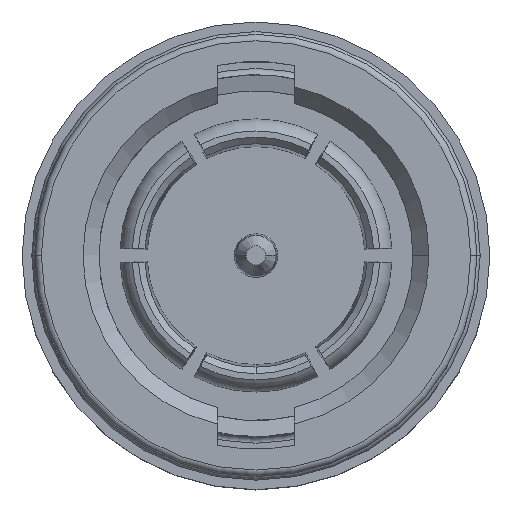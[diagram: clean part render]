
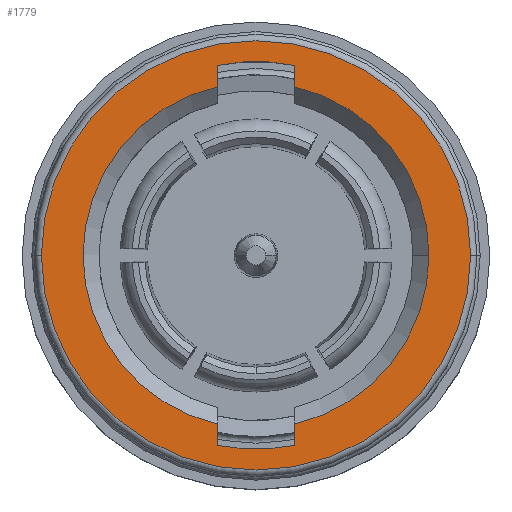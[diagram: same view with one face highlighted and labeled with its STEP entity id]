
A CAD part, top view. The second image highlights one B-rep face of the part: STEP entity #1779.
In plain terms, the highlighted planar face has unit normal (0, 0, 1).
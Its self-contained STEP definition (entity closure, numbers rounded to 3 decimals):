
#170 = VERTEX_POINT ( 'NONE', #16358 ) ;
#237 = EDGE_CURVE ( 'NONE', #13178, #11158, #2284, .T. ) ;
#252 = DIRECTION ( 'NONE',  ( 1., 0., 0. ) ) ;
#326 = CARTESIAN_POINT ( 'NONE',  ( -1.2, 5.93, 0.85 ) ) ;
#459 = CARTESIAN_POINT ( 'NONE',  ( -1.2, -4.751, 0.85 ) ) ;
#477 = CARTESIAN_POINT ( 'NONE',  ( 1.2, 5.93, 0.85 ) ) ;
#497 = LINE ( 'NONE', #459, #7672 ) ;
#637 = LINE ( 'NONE', #12294, #3827 ) ;
#936 = DIRECTION ( 'NONE',  ( 0., 0., 1. ) ) ;
#1779 = ADVANCED_FACE ( 'NONE', ( #16008, #4004 ), #14723, .F. ) ;
#1789 = CARTESIAN_POINT ( 'NONE',  ( -1.2, -5.265, 0.85 ) ) ;
#2066 = EDGE_CURVE ( 'NONE', #12408, #12997, #6260, .T. ) ;
#2231 = EDGE_CURVE ( 'NONE', #11158, #13178, #2895, .T. ) ;
#2284 = CIRCLE ( 'NONE', #13895, 6.7 ) ;
#2327 = AXIS2_PLACEMENT_3D ( 'NONE', #3655, #13071, #5001 ) ;
#2602 = ORIENTED_EDGE ( 'NONE', *, *, #2231, .T. ) ;
#2660 = CARTESIAN_POINT ( 'NONE',  ( 0., 0., 0.85 ) ) ;
#2695 = VECTOR ( 'NONE', #14060, 1000. ) ;
#2859 = CARTESIAN_POINT ( 'NONE',  ( -1.2, 5.265, 0.85 ) ) ;
#2895 = CIRCLE ( 'NONE', #2327, 6.7 ) ;
#2933 = EDGE_CURVE ( 'NONE', #9852, #15558, #17091, .T. ) ;
#3280 = AXIS2_PLACEMENT_3D ( 'NONE', #6372, #15822, #7743 ) ;
#3655 = CARTESIAN_POINT ( 'NONE',  ( 0., 0., 0.85 ) ) ;
#3827 = VECTOR ( 'NONE', #14989, 1000. ) ;
#3854 = CARTESIAN_POINT ( 'NONE',  ( 6.7, 0., 0.85 ) ) ;
#4004 = FACE_OUTER_BOUND ( 'NONE', #15967, .T. ) ;
#4015 = DIRECTION ( 'NONE',  ( -1., 0., 0. ) ) ;
#4123 = ORIENTED_EDGE ( 'NONE', *, *, #2933, .F. ) ;
#4820 = VERTEX_POINT ( 'NONE', #10400 ) ;
#4834 = CIRCLE ( 'NONE', #14923, 5.4 ) ;
#5001 = DIRECTION ( 'NONE',  ( -1., 0., 0. ) ) ;
#5199 = ORIENTED_EDGE ( 'NONE', *, *, #15743, .F. ) ;
#5761 = DIRECTION ( 'NONE',  ( 0., 0., 1. ) ) ;
#6260 = LINE ( 'NONE', #12705, #2695 ) ;
#6331 = EDGE_CURVE ( 'NONE', #7094, #9852, #15195, .T. ) ;
#6367 = DIRECTION ( 'NONE',  ( 0., -1., 0. ) ) ;
#6372 = CARTESIAN_POINT ( 'NONE',  ( 0., 0., 0.85 ) ) ;
#6619 = VERTEX_POINT ( 'NONE', #14194 ) ;
#7094 = VERTEX_POINT ( 'NONE', #326 ) ;
#7561 = CARTESIAN_POINT ( 'NONE',  ( 0., 0., 0.85 ) ) ;
#7672 = VECTOR ( 'NONE', #9913, 1000. ) ;
#7743 = DIRECTION ( 'NONE',  ( -1., 0., 0. ) ) ;
#7902 = CARTESIAN_POINT ( 'NONE',  ( -6.7, 0., 0.85 ) ) ;
#8052 = VERTEX_POINT ( 'NONE', #11620 ) ;
#8312 = DIRECTION ( 'NONE',  ( 0., 0., 1. ) ) ;
#8936 = DIRECTION ( 'NONE',  ( 1., 0., 0. ) ) ;
#9021 = CARTESIAN_POINT ( 'NONE',  ( 0., 0., 0.85 ) ) ;
#9140 = AXIS2_PLACEMENT_3D ( 'NONE', #16385, #8312, #252 ) ;
#9852 = VERTEX_POINT ( 'NONE', #2859 ) ;
#9860 = ORIENTED_EDGE ( 'NONE', *, *, #13540, .F. ) ;
#9913 = DIRECTION ( 'NONE',  ( 0., -1., 0. ) ) ;
#10384 = DIRECTION ( 'NONE',  ( 1., 0., 0. ) ) ;
#10400 = CARTESIAN_POINT ( 'NONE',  ( -1.2, -5.93, 0.85 ) ) ;
#10894 = AXIS2_PLACEMENT_3D ( 'NONE', #7561, #17015, #8936 ) ;
#10952 = EDGE_CURVE ( 'NONE', #4820, #170, #11470, .T. ) ;
#11158 = VERTEX_POINT ( 'NONE', #7902 ) ;
#11470 = CIRCLE ( 'NONE', #13404, 6.05 ) ;
#11620 = CARTESIAN_POINT ( 'NONE',  ( 1.2, -5.265, 0.85 ) ) ;
#12045 = VECTOR ( 'NONE', #6367, 1000. ) ;
#12089 = DIRECTION ( 'NONE',  ( 0., 0., -1. ) ) ;
#12184 = ORIENTED_EDGE ( 'NONE', *, *, #237, .T. ) ;
#12294 = CARTESIAN_POINT ( 'NONE',  ( 1.2, -4.751, 0.85 ) ) ;
#12408 = VERTEX_POINT ( 'NONE', #14232 ) ;
#12705 = CARTESIAN_POINT ( 'NONE',  ( 1.2, 4.751, 0.85 ) ) ;
#12951 = AXIS2_PLACEMENT_3D ( 'NONE', #2660, #12089, #4015 ) ;
#12997 = VERTEX_POINT ( 'NONE', #477 ) ;
#13040 = EDGE_LOOP ( 'NONE', ( #5199, #15032, #9860, #15275, #15046, #14522, #14052, #4123, #15959 ) ) ;
#13071 = DIRECTION ( 'NONE',  ( 0., 0., 1. ) ) ;
#13178 = VERTEX_POINT ( 'NONE', #3854 ) ;
#13404 = AXIS2_PLACEMENT_3D ( 'NONE', #13846, #5761, #15201 ) ;
#13540 = EDGE_CURVE ( 'NONE', #6619, #12408, #4834, .T. ) ;
#13757 = DIRECTION ( 'NONE',  ( -1., 0., 0. ) ) ;
#13846 = CARTESIAN_POINT ( 'NONE',  ( 0., 0., 0.85 ) ) ;
#13895 = AXIS2_PLACEMENT_3D ( 'NONE', #15105, #15050, #13757 ) ;
#14052 = ORIENTED_EDGE ( 'NONE', *, *, #14768, .F. ) ;
#14060 = DIRECTION ( 'NONE',  ( 0., 1., 0. ) ) ;
#14150 = EDGE_CURVE ( 'NONE', #8052, #6619, #16160, .T. ) ;
#14194 = CARTESIAN_POINT ( 'NONE',  ( 5.4, 0., 0.85 ) ) ;
#14232 = CARTESIAN_POINT ( 'NONE',  ( 1.2, 5.265, 0.85 ) ) ;
#14522 = ORIENTED_EDGE ( 'NONE', *, *, #10952, .F. ) ;
#14723 = PLANE ( 'NONE',  #12951 ) ;
#14768 = EDGE_CURVE ( 'NONE', #15558, #4820, #497, .T. ) ;
#14923 = AXIS2_PLACEMENT_3D ( 'NONE', #9021, #936, #10384 ) ;
#14989 = DIRECTION ( 'NONE',  ( 0., 1., 0. ) ) ;
#15032 = ORIENTED_EDGE ( 'NONE', *, *, #2066, .F. ) ;
#15046 = ORIENTED_EDGE ( 'NONE', *, *, #17236, .F. ) ;
#15050 = DIRECTION ( 'NONE',  ( 0., 0., 1. ) ) ;
#15105 = CARTESIAN_POINT ( 'NONE',  ( 0., 0., 0.85 ) ) ;
#15195 = LINE ( 'NONE', #15874, #12045 ) ;
#15201 = DIRECTION ( 'NONE',  ( 1., 0., 0. ) ) ;
#15275 = ORIENTED_EDGE ( 'NONE', *, *, #14150, .F. ) ;
#15558 = VERTEX_POINT ( 'NONE', #1789 ) ;
#15638 = CIRCLE ( 'NONE', #3280, 6.05 ) ;
#15743 = EDGE_CURVE ( 'NONE', #12997, #7094, #15638, .T. ) ;
#15822 = DIRECTION ( 'NONE',  ( 0., 0., 1. ) ) ;
#15874 = CARTESIAN_POINT ( 'NONE',  ( -1.2, 4.751, 0.85 ) ) ;
#15959 = ORIENTED_EDGE ( 'NONE', *, *, #6331, .F. ) ;
#15967 = EDGE_LOOP ( 'NONE', ( #2602, #12184 ) ) ;
#16008 = FACE_BOUND ( 'NONE', #13040, .T. ) ;
#16160 = CIRCLE ( 'NONE', #10894, 5.4 ) ;
#16358 = CARTESIAN_POINT ( 'NONE',  ( 1.2, -5.93, 0.85 ) ) ;
#16385 = CARTESIAN_POINT ( 'NONE',  ( 0., 0., 0.85 ) ) ;
#17015 = DIRECTION ( 'NONE',  ( 0., 0., 1. ) ) ;
#17091 = CIRCLE ( 'NONE', #9140, 5.4 ) ;
#17236 = EDGE_CURVE ( 'NONE', #170, #8052, #637, .T. ) ;
